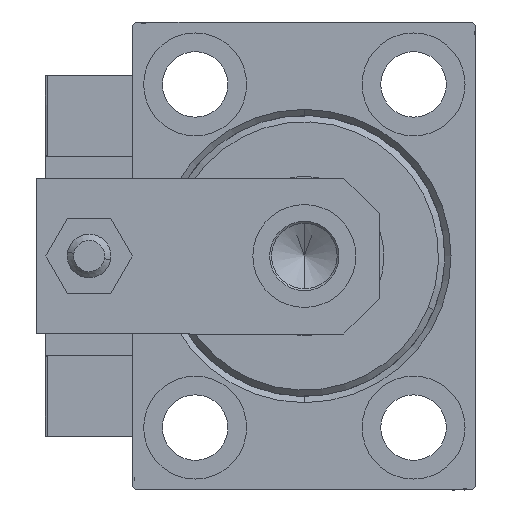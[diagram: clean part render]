
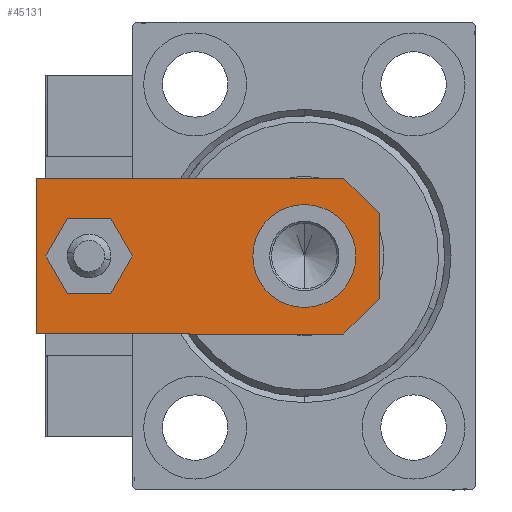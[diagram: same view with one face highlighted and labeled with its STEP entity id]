
A CAD part, left-side view. The second image highlights one B-rep face of the part: STEP entity #45131.
In plain terms, the highlighted face is planar.
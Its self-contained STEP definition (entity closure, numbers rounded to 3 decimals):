
#655 = EDGE_LOOP ( 'NONE', ( #2641, #30460 ) ) ;
#951 = CARTESIAN_POINT ( 'NONE',  ( 3.42, -3.42, 6. ) ) ;
#1591 = PLANE ( 'NONE',  #5354 ) ;
#2481 = EDGE_CURVE ( 'NONE', #20872, #17953, #31929, .T. ) ;
#2641 = ORIENTED_EDGE ( 'NONE', *, *, #45630, .F. ) ;
#3321 = AXIS2_PLACEMENT_3D ( 'NONE', #21815, #22065, #14147 ) ;
#4002 = EDGE_CURVE ( 'NONE', #37831, #13782, #37701, .T. ) ;
#4436 = EDGE_CURVE ( 'NONE', #10400, #10032, #45830, .T. ) ;
#4824 = CARTESIAN_POINT ( 'NONE',  ( 6.84, 0., 6. ) ) ;
#5130 = FACE_OUTER_BOUND ( 'NONE', #22558, .T. ) ;
#5354 = AXIS2_PLACEMENT_3D ( 'NONE', #9197, #16615, #39784 ) ;
#6322 = EDGE_CURVE ( 'NONE', #39852, #49627, #6897, .T. ) ;
#6897 = CIRCLE ( 'NONE', #20731, 4. ) ;
#6950 = ORIENTED_EDGE ( 'NONE', *, *, #46047, .T. ) ;
#7724 = VECTOR ( 'NONE', #12608, 1000. ) ;
#7923 = LINE ( 'NONE', #47612, #46891 ) ;
#8246 = DIRECTION ( 'NONE',  ( 0.707, -0.707, 0. ) ) ;
#8326 = DIRECTION ( 'NONE',  ( 0.707, 0.707, 0. ) ) ;
#8697 = VECTOR ( 'NONE', #8326, 1000. ) ;
#9197 = CARTESIAN_POINT ( 'NONE',  ( 0., 0., 6. ) ) ;
#9903 = DIRECTION ( 'NONE',  ( 0., 0., 1. ) ) ;
#10032 = VERTEX_POINT ( 'NONE', #26087 ) ;
#10400 = VERTEX_POINT ( 'NONE', #32963 ) ;
#12132 = LINE ( 'NONE', #43684, #7724 ) ;
#12608 = DIRECTION ( 'NONE',  ( 0., 1., 0. ) ) ;
#13782 = VERTEX_POINT ( 'NONE', #19266 ) ;
#13973 = CARTESIAN_POINT ( 'NONE',  ( 0., 46.5, 6. ) ) ;
#14147 = DIRECTION ( 'NONE',  ( 1., 0., 0. ) ) ;
#14759 = CARTESIAN_POINT ( 'NONE',  ( -4., 46.5, 6. ) ) ;
#14832 = CARTESIAN_POINT ( 'NONE',  ( 0., 46.5, 6. ) ) ;
#16331 = DIRECTION ( 'NONE',  ( 0., -1., 0. ) ) ;
#16531 = EDGE_CURVE ( 'NONE', #10032, #10400, #34226, .T. ) ;
#16615 = DIRECTION ( 'NONE',  ( 0., 0., 1. ) ) ;
#17953 = VERTEX_POINT ( 'NONE', #46423 ) ;
#19266 = CARTESIAN_POINT ( 'NONE',  ( -12.5, 55., 6. ) ) ;
#19820 = LINE ( 'NONE', #951, #8697 ) ;
#19857 = EDGE_CURVE ( 'NONE', #17953, #30224, #40948, .T. ) ;
#20345 = VERTEX_POINT ( 'NONE', #45088 ) ;
#20731 = AXIS2_PLACEMENT_3D ( 'NONE', #14832, #37753, #22996 ) ;
#20732 = CARTESIAN_POINT ( 'NONE',  ( -3.42, -3.42, 6. ) ) ;
#20872 = VERTEX_POINT ( 'NONE', #21571 ) ;
#21082 = ORIENTED_EDGE ( 'NONE', *, *, #4436, .F. ) ;
#21257 = DIRECTION ( 'NONE',  ( 0., 0., 1. ) ) ;
#21571 = CARTESIAN_POINT ( 'NONE',  ( -12.5, 5.66, 6. ) ) ;
#21815 = CARTESIAN_POINT ( 'NONE',  ( 0., 12., 6. ) ) ;
#22065 = DIRECTION ( 'NONE',  ( 0., 0., 1. ) ) ;
#22358 = AXIS2_PLACEMENT_3D ( 'NONE', #13973, #9903, #25452 ) ;
#22558 = EDGE_LOOP ( 'NONE', ( #49966, #31406, #49450, #35974, #6950, #45836 ) ) ;
#22996 = DIRECTION ( 'NONE',  ( 1., 0., 0. ) ) ;
#25452 = DIRECTION ( 'NONE',  ( 1., 0., 0. ) ) ;
#25455 = VECTOR ( 'NONE', #8246, 1000. ) ;
#26087 = CARTESIAN_POINT ( 'NONE',  ( -8.25, 12., 6. ) ) ;
#27877 = DIRECTION ( 'NONE',  ( 1., 0., 0. ) ) ;
#30224 = VERTEX_POINT ( 'NONE', #4824 ) ;
#30460 = ORIENTED_EDGE ( 'NONE', *, *, #6322, .F. ) ;
#31292 = CIRCLE ( 'NONE', #22358, 4. ) ;
#31406 = ORIENTED_EDGE ( 'NONE', *, *, #2481, .T. ) ;
#31929 = LINE ( 'NONE', #20732, #25455 ) ;
#32455 = CARTESIAN_POINT ( 'NONE',  ( 0., 12., 6. ) ) ;
#32963 = CARTESIAN_POINT ( 'NONE',  ( 8.25, 12., 6. ) ) ;
#34226 = CIRCLE ( 'NONE', #3321, 8.25 ) ;
#34494 = EDGE_CURVE ( 'NONE', #13782, #20872, #7923, .T. ) ;
#35974 = ORIENTED_EDGE ( 'NONE', *, *, #38306, .T. ) ;
#36374 = CARTESIAN_POINT ( 'NONE',  ( -12.5, 0., 6. ) ) ;
#36703 = FACE_BOUND ( 'NONE', #38599, .T. ) ;
#37701 = LINE ( 'NONE', #42286, #46673 ) ;
#37753 = DIRECTION ( 'NONE',  ( 0., 0., 1. ) ) ;
#37831 = VERTEX_POINT ( 'NONE', #47966 ) ;
#38306 = EDGE_CURVE ( 'NONE', #30224, #20345, #19820, .T. ) ;
#38599 = EDGE_LOOP ( 'NONE', ( #48535, #21082 ) ) ;
#39784 = DIRECTION ( 'NONE',  ( 1., 0., 0. ) ) ;
#39852 = VERTEX_POINT ( 'NONE', #44456 ) ;
#40948 = LINE ( 'NONE', #36374, #41666 ) ;
#41666 = VECTOR ( 'NONE', #48326, 1000. ) ;
#41804 = AXIS2_PLACEMENT_3D ( 'NONE', #32455, #21257, #27877 ) ;
#42286 = CARTESIAN_POINT ( 'NONE',  ( 12.5, 55., 6. ) ) ;
#43684 = CARTESIAN_POINT ( 'NONE',  ( 12.5, 0., 6. ) ) ;
#44456 = CARTESIAN_POINT ( 'NONE',  ( 4., 46.5, 6. ) ) ;
#45088 = CARTESIAN_POINT ( 'NONE',  ( 12.5, 5.66, 6. ) ) ;
#45131 = ADVANCED_FACE ( 'NONE', ( #47659, #5130, #36703 ), #1591, .T. ) ;
#45630 = EDGE_CURVE ( 'NONE', #49627, #39852, #31292, .T. ) ;
#45830 = CIRCLE ( 'NONE', #41804, 8.25 ) ;
#45836 = ORIENTED_EDGE ( 'NONE', *, *, #4002, .T. ) ;
#46047 = EDGE_CURVE ( 'NONE', #20345, #37831, #12132, .T. ) ;
#46423 = CARTESIAN_POINT ( 'NONE',  ( -6.84, 0., 6. ) ) ;
#46673 = VECTOR ( 'NONE', #49651, 1000. ) ;
#46891 = VECTOR ( 'NONE', #16331, 1000. ) ;
#47612 = CARTESIAN_POINT ( 'NONE',  ( -12.5, 55., 6. ) ) ;
#47659 = FACE_BOUND ( 'NONE', #655, .T. ) ;
#47966 = CARTESIAN_POINT ( 'NONE',  ( 12.5, 55., 6. ) ) ;
#48326 = DIRECTION ( 'NONE',  ( 1., 0., 0. ) ) ;
#48535 = ORIENTED_EDGE ( 'NONE', *, *, #16531, .F. ) ;
#49450 = ORIENTED_EDGE ( 'NONE', *, *, #19857, .T. ) ;
#49627 = VERTEX_POINT ( 'NONE', #14759 ) ;
#49651 = DIRECTION ( 'NONE',  ( -1., 0., 0. ) ) ;
#49966 = ORIENTED_EDGE ( 'NONE', *, *, #34494, .T. ) ;
